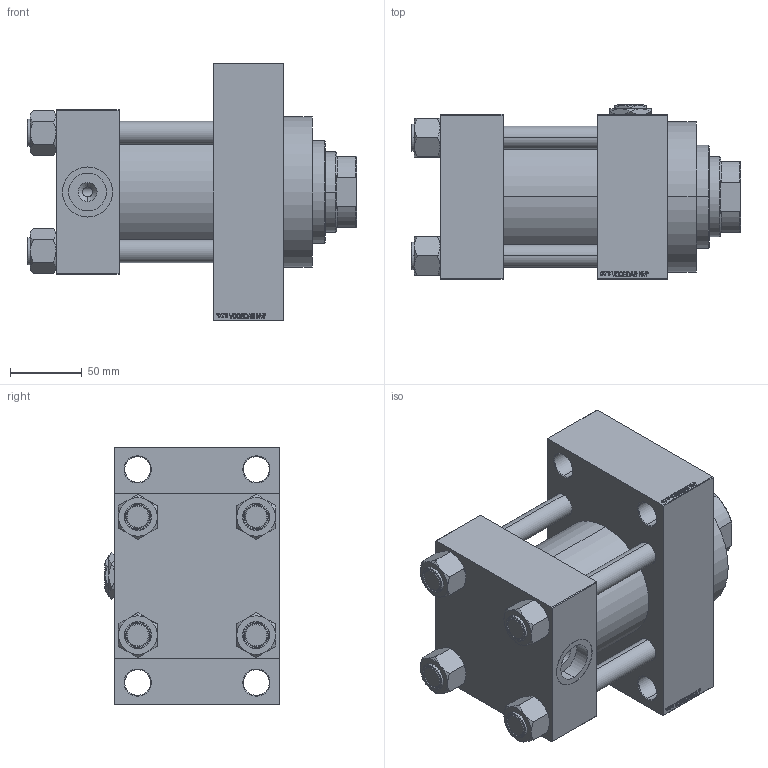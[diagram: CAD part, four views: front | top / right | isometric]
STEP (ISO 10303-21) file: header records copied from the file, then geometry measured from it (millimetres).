
FILE_DESCRIPTION (( 'STEP AP203' ), '1' );
FILE_NAME ('01a1.STEP', '2025-12-11T12:45:34', ( '' ), ( '' ), 'SwSTEP 2.0', 'SolidWorks 2019', '' );
FILE_SCHEMA (( 'CONFIG_CONTROL_DESIGN' ));
Length unit declared in the file: millimetre
Products named in the file (7): V215CD_NUT_M5_D e3e38b5e2f5b631e0a818aca1745bc0d; V215CD_D_Body e3e38b5e2f5b631e0a818aca1745bc0d; V215CD_VC_A e3e38b5e2f5b631e0a818aca1745bc0d; 01a1; Zatka_pro_OIL_PORT e3e38b5e2f5b631e0a818aca1745bc0d; V215CD_VCP_D e3e38b5e2f5b631e0a818aca1745bc0d; V215CD_D_TYCINKA e3e38b5e2f5b631e0a818aca1745bc0d
Assembly tree (12 placements, depth 2):
  01a1
    V215CD_D_Body e3e38b5e2f5b631e0a818aca1745bc0d
    V215CD_VC_A e3e38b5e2f5b631e0a818aca1745bc0d
    V215CD_VCP_D e3e38b5e2f5b631e0a818aca1745bc0d
    V215CD_D_TYCINKA e3e38b5e2f5b631e0a818aca1745bc0d  x4
    V215CD_NUT_M5_D e3e38b5e2f5b631e0a818aca1745bc0d  x4
    Zatka_pro_OIL_PORT e3e38b5e2f5b631e0a818aca1745bc0d
Bounding box: 230 x 122 x 180 mm (x, y, z)
Volume: 2123375.9 mm3; surface area: 310053.7 mm2
Topology: 12 solids, 12 shells, 1191 faces, 3002 edges, 1947 vertices
Faces by surface type: plane 566, bspline 368, cone 162, cylinder 87, torus 8
Entity records: 49174 total; most frequent: CARTESIAN_POINT 25697, ORIENTED_EDGE 5268, DIRECTION 3428, EDGE_CURVE 2634, VERTEX_POINT 1725, LINE 1554, VECTOR 1554, EDGE_LOOP 1167
